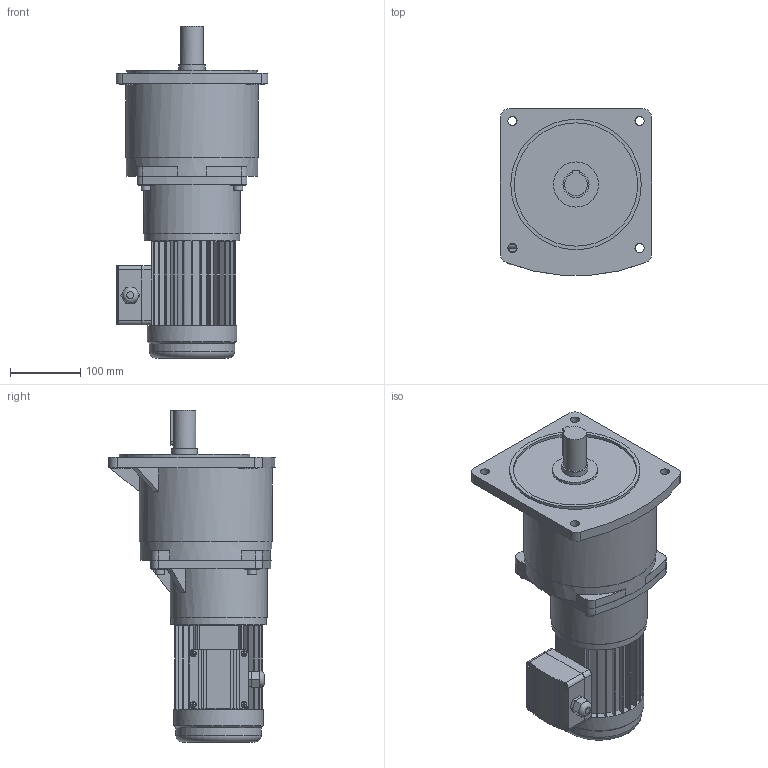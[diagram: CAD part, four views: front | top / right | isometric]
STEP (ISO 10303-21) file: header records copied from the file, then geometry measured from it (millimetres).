
FILE_DESCRIPTION(/* description */ (''),/* implementation_level */ '2;1');
FILE_NAME(/* name */ 'GV立式高速比附三相、单相铝壳（刹车）齿轮减速马达[GV-32-200W-1000-S-A法兰-G1-LD-VO].stp',/* time_stamp */ '2022-01-11T08:59:02+08:00',/* author */ ('Administrator'),/* organization */ (''),/* preprocessor_version */ 'ST-DEVELOPER v15.2',/* originating_system */ 'Autodesk Inventor 2014',/* authorisation */ '');
FILE_SCHEMA (('AUTOMOTIVE_DESIGN { 1 0 10303 214 3 1 1 }'));
Length unit declared in the file: millimetre
Products named in the file (3): STP_32_200W 1u4HP___G1_LD__A__3; STP_32_200W 1u4HP___G1_LD__A__1; [GV-32-200W-1000-S-A法兰-G
1-LD-VO]
Bounding box: 215 x 236.25 x 471 mm (x, y, z)
Volume: 8126451.4 mm3; surface area: 467019.6 mm2
Topology: 3 solids, 3 shells, 637 faces, 1599 edges, 1057 vertices
Faces by surface type: plane 543, cylinder 79, torus 9, sphere 4, cone 1, bspline 1
Full cylindrical faces by diameter (mm): 8 x4, 8.5 x4, 11 x4, 13 x4, 13.2 x4, 22 x5, 25.58 x1, 26 x4, 32 x1, 36.98 x1, 44 x1, 64 x1, 107.95 x1, 121 x1, 127 x1, 135.6 x1, 137.6 x1, 138 x1, 148 x1, 175 x1, 185 x1, 186.6 x1, 188.6 x1
Entity records: 18622 total; most frequent: CARTESIAN_POINT 3273, DIRECTION 3098, ORIENTED_EDGE 3050, EDGE_CURVE 1525, LINE 1224, VECTOR 1224, VERTEX_POINT 1042, AXIS2_PLACEMENT_3D 937
